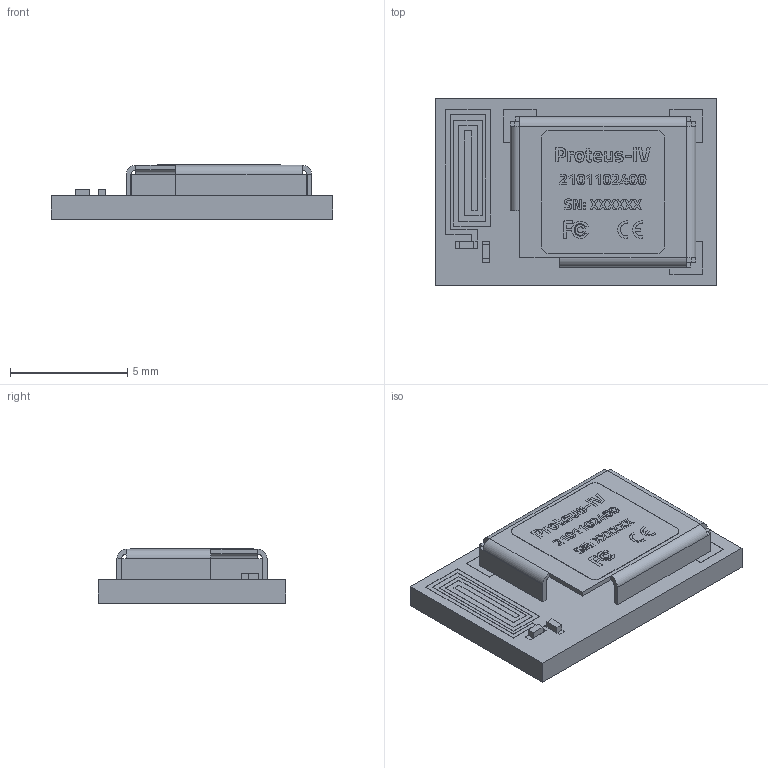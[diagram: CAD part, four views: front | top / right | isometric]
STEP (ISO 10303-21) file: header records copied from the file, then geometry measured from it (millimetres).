
FILE_DESCRIPTION(/* description */ ('Unknown'),/* implementation_level */ '2;1');
FILE_NAME(/* name */ '2621011024000',/* time_stamp */ '2025-12-15T16:30:03+01:00',/* author */ ('Unknown'),/* organization */ ('Unknown'),/* preprocessor_version */ 'ST-DEVELOPER v19.4',/* originating_system */ 'Solid Edge',/* authorisation */ 'Unknown');
FILE_SCHEMA (('AUTOMOTIVE_DESIGN {1 0 10303 214 3 1 1}'));
Length unit declared in the file: millimetre
Products named in the file (10): 2621011024000; Board; C12; 6098646400; Extruded_3; L7; 6098646784; Extruded_5; cap; Sticker
Assembly tree (9 placements, depth 4):
  2621011024000
    Board
    C12
      6098646400
        Extruded_3
    L7
      6098646784
        Extruded_5
    cap
    Sticker
Bounding box: 12 x 8 x 2.31 mm (x, y, z)
Volume: 110.1 mm3; surface area: 439.4 mm2
Topology: 5 solids, 5 shells, 650 faces, 1615 edges, 1067 vertices
Faces by surface type: plane 597, bspline 30, cylinder 23
Entity records: 24250 total; most frequent: CARTESIAN_POINT 5326, ORIENTED_EDGE 3210, DIRECTION 2473, EDGE_CURVE 1605, LINE 1121, VECTOR 1121, VERTEX_POINT 1067, EDGE_LOOP 752
